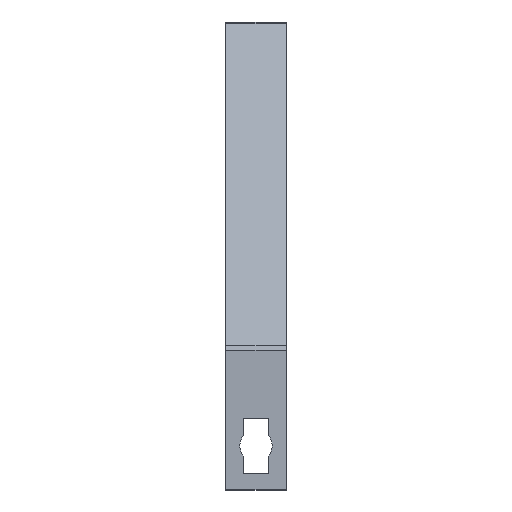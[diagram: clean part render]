
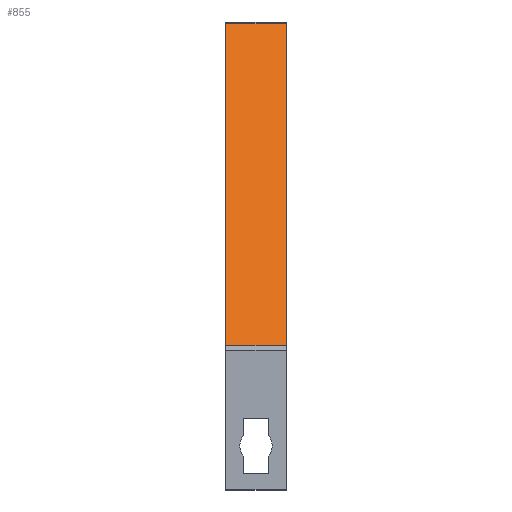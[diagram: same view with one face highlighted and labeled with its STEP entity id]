
A CAD part, top view. The second image highlights one B-rep face of the part: STEP entity #855.
In plain terms, the highlighted planar face has unit normal (0, 0.707, 0.707).
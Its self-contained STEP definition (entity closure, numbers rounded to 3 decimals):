
#73=CARTESIAN_POINT('',(20.0,214.96,-209.304));
#74=VERTEX_POINT('',#73);
#75=CARTESIAN_POINT('',(-20.0,214.96,-209.304));
#76=VERTEX_POINT('',#75);
#77=CARTESIAN_POINT('',(20.0,214.96,-209.304));
#78=DIRECTION('',(-1.0,0.0,0.0));
#79=VECTOR('',#78,40.0);
#80=LINE('',#77,#79);
#81=EDGE_CURVE('',#74,#76,#80,.T.);
#123=CARTESIAN_POINT('',(20.,2.828,2.828));
#124=VERTEX_POINT('',#123);
#131=CARTESIAN_POINT('',(-20.,2.828,2.828));
#132=VERTEX_POINT('',#131);
#133=CARTESIAN_POINT('',(-20.,2.828,2.828));
#134=DIRECTION('',(1.0,0.0,0.0));
#135=VECTOR('',#134,40.0);
#136=LINE('',#133,#135);
#137=EDGE_CURVE('',#132,#124,#136,.T.);
#834=CARTESIAN_POINT('',(0.,108.894,-103.238));
#835=DIRECTION('',(0.,-0.707,-0.707));
#836=DIRECTION('',(0.,0.707,-0.707));
#837=AXIS2_PLACEMENT_3D('',#834,#835,#836);
#838=PLANE('',#837);
#839=CARTESIAN_POINT('',(20.,2.828,2.828));
#840=DIRECTION('',(0.,0.707,-0.707));
#841=VECTOR('',#840,300.0);
#842=LINE('',#839,#841);
#843=EDGE_CURVE('',#124,#74,#842,.T.);
#844=ORIENTED_EDGE('',*,*,#843,.T.);
#845=ORIENTED_EDGE('',*,*,#81,.T.);
#846=CARTESIAN_POINT('',(-20.0,214.96,-209.304));
#847=DIRECTION('',(0.,-0.707,0.707));
#848=VECTOR('',#847,300.0);
#849=LINE('',#846,#848);
#850=EDGE_CURVE('',#76,#132,#849,.T.);
#851=ORIENTED_EDGE('',*,*,#850,.T.);
#852=ORIENTED_EDGE('',*,*,#137,.T.);
#853=EDGE_LOOP('',(#844,#845,#851,#852));
#854=FACE_OUTER_BOUND('',#853,.T.);
#855=ADVANCED_FACE('',(#854),#838,.F.);
